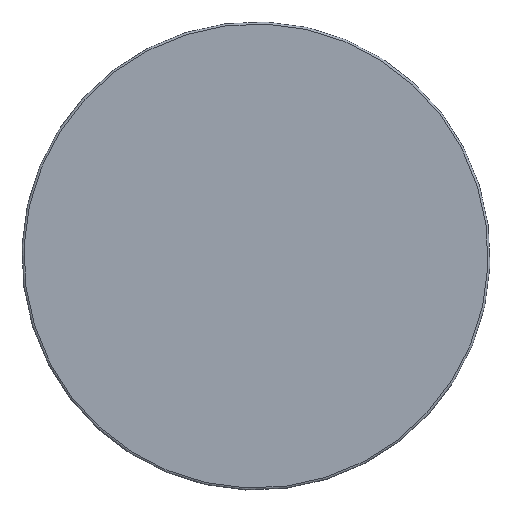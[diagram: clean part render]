
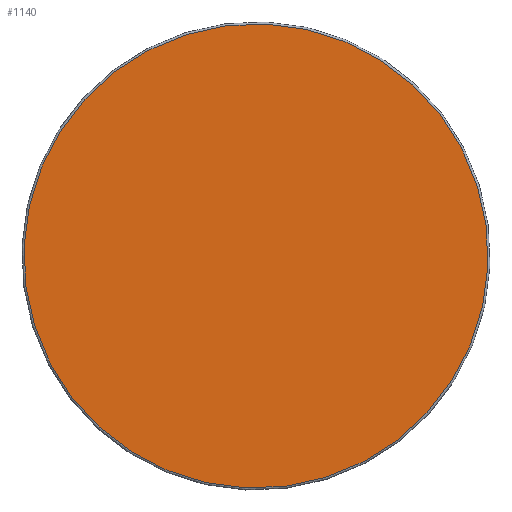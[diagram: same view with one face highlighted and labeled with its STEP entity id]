
A CAD part, front view. The second image highlights one B-rep face of the part: STEP entity #1140.
In plain terms, the highlighted planar face has unit normal (0, -1, 0).
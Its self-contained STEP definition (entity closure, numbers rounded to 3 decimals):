
#161=PLANE('',#1371);
#206=FACE_OUTER_BOUND('',#286,.T.);
#286=EDGE_LOOP('',(#906,#907));
#514=CIRCLE('',#1362,32.7);
#519=CIRCLE('',#1367,32.7);
#565=VERTEX_POINT('',#1822);
#566=VERTEX_POINT('',#1823);
#688=EDGE_CURVE('',#565,#566,#514,.T.);
#693=EDGE_CURVE('',#566,#565,#519,.T.);
#906=ORIENTED_EDGE('',*,*,#688,.F.);
#907=ORIENTED_EDGE('',*,*,#693,.F.);
#1140=ADVANCED_FACE('',(#206),#161,.T.);
#1362=AXIS2_PLACEMENT_3D('',#1824,#1547,#1548);
#1367=AXIS2_PLACEMENT_3D('',#1832,#1557,#1558);
#1371=AXIS2_PLACEMENT_3D('',#1839,#1566,#1567);
#1547=DIRECTION('center_axis',(0.,1.,0.));
#1548=DIRECTION('ref_axis',(-1.,0.,0.));
#1557=DIRECTION('center_axis',(0.,1.,0.));
#1558=DIRECTION('ref_axis',(-1.,0.,0.));
#1566=DIRECTION('center_axis',(0.,-1.,0.));
#1567=DIRECTION('ref_axis',(0.,0.,-1.));
#1822=CARTESIAN_POINT('',(32.7,0.,0.));
#1823=CARTESIAN_POINT('',(0.,0.,32.7));
#1824=CARTESIAN_POINT('Origin',(0.,0.,0.));
#1832=CARTESIAN_POINT('Origin',(0.,0.,0.));
#1839=CARTESIAN_POINT('Origin',(0.,0.,0.));
